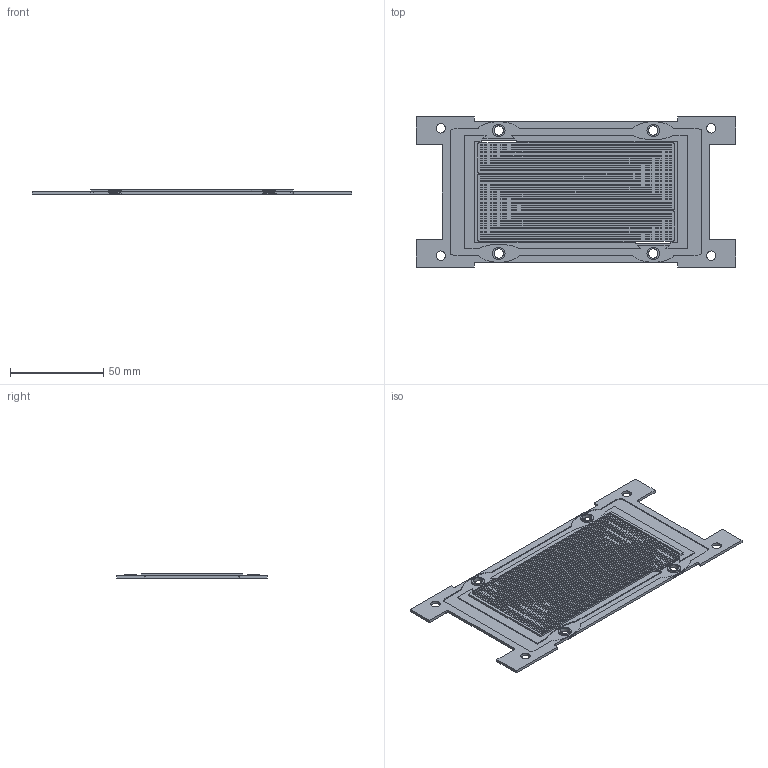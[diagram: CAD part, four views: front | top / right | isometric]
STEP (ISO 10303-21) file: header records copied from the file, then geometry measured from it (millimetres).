
FILE_DESCRIPTION(/* description */ (''),/* implementation_level */ '2;1');
FILE_NAME(/* name */ 'To-ScaleBipolar-Platev2-Cathode v2.step',/* time_stamp */ '2021-10-26T14:43:19+02:00',/* author */ (''),/* organization */ (''),/* preprocessor_version */ 'ST-DEVELOPER v18.1',/* originating_system */ 'Autodesk Translation Framework v10.10.0.1391',/* authorisation */ '');
FILE_SCHEMA (('AUTOMOTIVE_DESIGN { 1 0 10303 214 3 1 1 }'));
Length unit declared in the file: millimetre
Products named in the file (1): To-ScaleBipolar-Platev2-Cathode
Bounding box: 171.36 x 80.64 x 2.46 mm (x, y, z)
Volume: 17076 mm3; surface area: 31012.8 mm2
Topology: 1 solids, 1 shells, 758 faces, 1895 edges, 1259 vertices
Faces by surface type: plane 668, bspline 70, cylinder 20
Full cylindrical faces by diameter (mm): 5.04 x8, 6.72 x6
Entity records: 23828 total; most frequent: CARTESIAN_POINT 5642, ORIENTED_EDGE 3790, DIRECTION 3426, EDGE_CURVE 1895, LINE 1712, VECTOR 1712, VERTEX_POINT 1259, EDGE_LOOP 898
